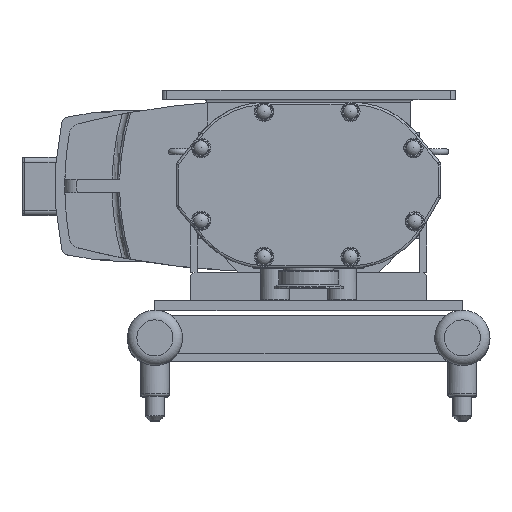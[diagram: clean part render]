
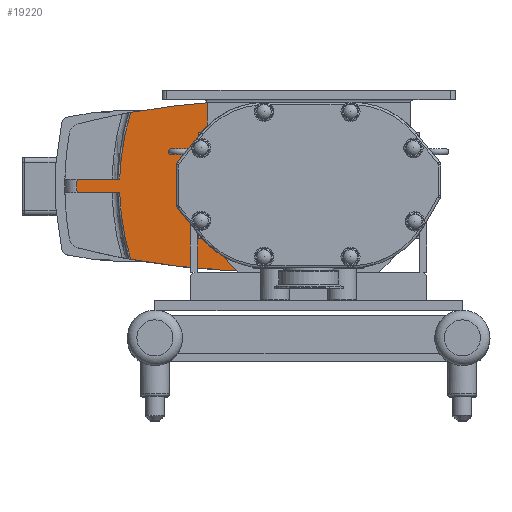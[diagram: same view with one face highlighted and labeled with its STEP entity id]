
A CAD part, top view. The second image highlights one B-rep face of the part: STEP entity #19220.
In plain terms, the highlighted planar face has unit normal (0, 0, 1).
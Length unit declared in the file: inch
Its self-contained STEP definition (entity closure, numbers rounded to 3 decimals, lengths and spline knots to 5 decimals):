
#972=PLANE('',#21150);
#2186=LINE('',#33848,#3624);
#2187=LINE('',#33852,#3625);
#2188=LINE('',#33858,#3626);
#2189=LINE('',#33860,#3627);
#2190=LINE('',#33862,#3628);
#3624=VECTOR('',#26025,0.3937);
#3625=VECTOR('',#26028,0.3937);
#3626=VECTOR('',#26033,0.3937);
#3627=VECTOR('',#26034,0.3937);
#3628=VECTOR('',#26035,0.3937);
#4369=FACE_BOUND('',#6512,.T.);
#5373=FACE_OUTER_BOUND('',#6511,.T.);
#6511=EDGE_LOOP('',(#17085,#17086,#17087,#17088,#17089,#17090,#17091,#17092,
#17093,#17094));
#6512=EDGE_LOOP('',(#17095));
#7601=CIRCLE('',#21151,15.12);
#7602=CIRCLE('',#21152,12.9);
#7603=CIRCLE('',#21153,39.37);
#7604=CIRCLE('',#21154,39.37);
#7605=CIRCLE('',#21155,12.9);
#7606=CIRCLE('',#21156,3.937);
#9314=VERTEX_POINT('',#33846);
#9315=VERTEX_POINT('',#33847);
#9316=VERTEX_POINT('',#33849);
#9317=VERTEX_POINT('',#33851);
#9318=VERTEX_POINT('',#33853);
#9319=VERTEX_POINT('',#33855);
#9320=VERTEX_POINT('',#33857);
#9321=VERTEX_POINT('',#33859);
#9322=VERTEX_POINT('',#33861);
#9323=VERTEX_POINT('',#33863);
#9324=VERTEX_POINT('',#33866);
#11984=EDGE_CURVE('',#9314,#9315,#2186,.T.);
#11985=EDGE_CURVE('',#9316,#9315,#7601,.T.);
#11986=EDGE_CURVE('',#9316,#9317,#2187,.T.);
#11987=EDGE_CURVE('',#9318,#9317,#7602,.T.);
#11988=EDGE_CURVE('',#9319,#9318,#7603,.T.);
#11989=EDGE_CURVE('',#9320,#9319,#2188,.T.);
#11990=EDGE_CURVE('',#9321,#9320,#2189,.T.);
#11991=EDGE_CURVE('',#9322,#9321,#2190,.T.);
#11992=EDGE_CURVE('',#9323,#9322,#7604,.T.);
#11993=EDGE_CURVE('',#9314,#9323,#7605,.T.);
#11994=EDGE_CURVE('',#9324,#9324,#7606,.T.);
#17085=ORIENTED_EDGE('',*,*,#11984,.T.);
#17086=ORIENTED_EDGE('',*,*,#11985,.F.);
#17087=ORIENTED_EDGE('',*,*,#11986,.T.);
#17088=ORIENTED_EDGE('',*,*,#11987,.F.);
#17089=ORIENTED_EDGE('',*,*,#11988,.F.);
#17090=ORIENTED_EDGE('',*,*,#11989,.F.);
#17091=ORIENTED_EDGE('',*,*,#11990,.F.);
#17092=ORIENTED_EDGE('',*,*,#11991,.F.);
#17093=ORIENTED_EDGE('',*,*,#11992,.F.);
#17094=ORIENTED_EDGE('',*,*,#11993,.F.);
#17095=ORIENTED_EDGE('',*,*,#11994,.T.);
#19220=ADVANCED_FACE('',(#5373,#4369),#972,.T.);
#21150=AXIS2_PLACEMENT_3D('',#33845,#26023,#26024);
#21151=AXIS2_PLACEMENT_3D('',#33850,#26026,#26027);
#21152=AXIS2_PLACEMENT_3D('',#33854,#26029,#26030);
#21153=AXIS2_PLACEMENT_3D('',#33856,#26031,#26032);
#21154=AXIS2_PLACEMENT_3D('',#33864,#26036,#26037);
#21155=AXIS2_PLACEMENT_3D('',#33865,#26038,#26039);
#21156=AXIS2_PLACEMENT_3D('',#33867,#26040,#26041);
#26023=DIRECTION('center_axis',(0.,0.,
1.));
#26024=DIRECTION('ref_axis',(0.,1.,0.));
#26025=DIRECTION('',(-1.,0.,0.));
#26026=DIRECTION('center_axis',(0.,0.,
-1.));
#26027=DIRECTION('ref_axis',(-1.,0.,0.));
#26028=DIRECTION('',(1.,0.,0.));
#26029=DIRECTION('center_axis',(0.,0.,
-1.));
#26030=DIRECTION('ref_axis',(-0.987,-0.161,0.));
#26031=DIRECTION('center_axis',(0.,0.,
-1.));
#26032=DIRECTION('ref_axis',(0.257,0.966,0.));
#26033=DIRECTION('',(-1.,0.,0.));
#26034=DIRECTION('',(0.,-1.,0.));
#26035=DIRECTION('',(1.,0.,0.));
#26036=DIRECTION('center_axis',(0.,0.,
-1.));
#26037=DIRECTION('ref_axis',(0.,-1.,0.));
#26038=DIRECTION('center_axis',(0.,0.,
-1.));
#26039=DIRECTION('ref_axis',(-0.987,0.161,0.));
#26040=DIRECTION('center_axis',(0.,0.,
-1.));
#26041=DIRECTION('ref_axis',(0.,-1.,0.));
#33845=CARTESIAN_POINT('Origin',(-4.21191,0.,
-20.666));
#33846=CARTESIAN_POINT('',(-9.83213,0.3545,-20.666));
#33847=CARTESIAN_POINT('',(-12.05284,0.3545,-20.666));
#33848=CARTESIAN_POINT('',(-7.07204,0.3545,-20.666));
#33849=CARTESIAN_POINT('',(-12.05284,-0.3545,-20.666));
#33850=CARTESIAN_POINT('Origin',(3.063,0.,-20.666));
#33851=CARTESIAN_POINT('',(-9.83213,-0.3545,-20.666));
#33852=CARTESIAN_POINT('',(-8.44746,-0.3545,-20.666));
#33853=CARTESIAN_POINT('',(-9.25837,-3.82019,-20.666));
#33854=CARTESIAN_POINT('Origin',(3.063,0.,-20.666));
#33855=CARTESIAN_POINT('',(-2.25,-4.449,-20.666));
#33856=CARTESIAN_POINT('Origin',(-2.25,34.921,-20.666));
#33857=CARTESIAN_POINT('',(1.884,-4.449,-20.666));
#33858=CARTESIAN_POINT('',(1.884,-4.449,-20.666));
#33859=CARTESIAN_POINT('',(1.884,4.449,-20.666));
#33860=CARTESIAN_POINT('',(1.884,4.449,-20.666));
#33861=CARTESIAN_POINT('',(-2.25,4.449,-20.666));
#33862=CARTESIAN_POINT('',(-2.25,4.449,-20.666));
#33863=CARTESIAN_POINT('',(-9.25837,3.82019,-20.666));
#33864=CARTESIAN_POINT('Origin',(-2.25,-34.921,-20.666));
#33865=CARTESIAN_POINT('Origin',(3.063,0.,-20.666));
#33866=CARTESIAN_POINT('',(-2.25,3.937,-20.666));
#33867=CARTESIAN_POINT('Origin',(-2.25,0.,
-20.666));
